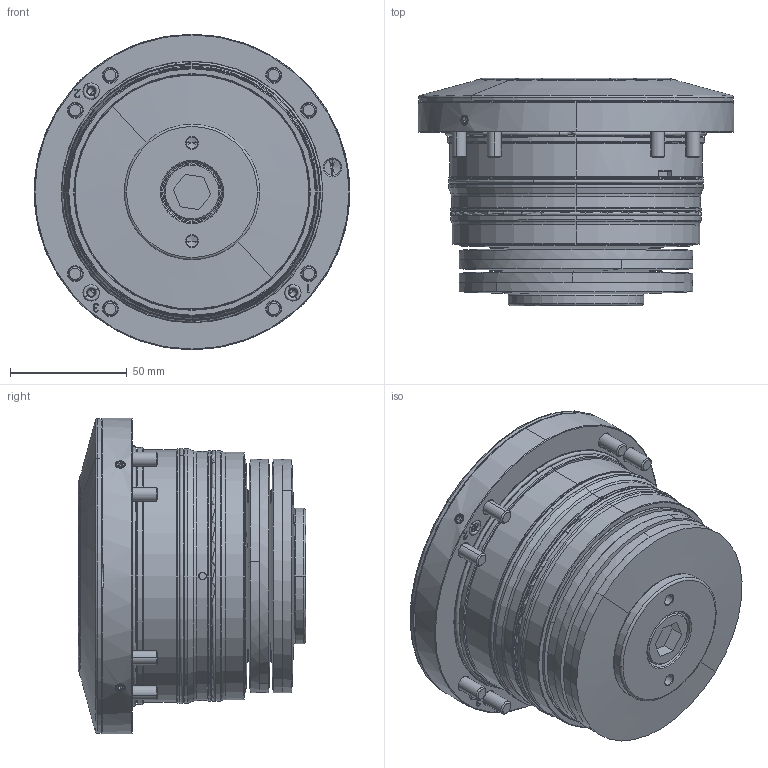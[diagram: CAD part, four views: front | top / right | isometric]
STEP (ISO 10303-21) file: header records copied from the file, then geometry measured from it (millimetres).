
FILE_DESCRIPTION (( 'STEP AP214' ), '1' );
FILE_NAME ('801 212 SPEEDY balance 2 OZ m Auflagering DHF 069-012.STEP', '2014-10-14T15:42:11', ( '' ), ( '' ), 'SwSTEP 2.0', 'SolidWorks 2013', '' );
FILE_SCHEMA (( 'AUTOMOTIVE_DESIGN' ));
Length unit declared in the file: millimetre
Products named in the file (1): 801 212 SPEEDY balance 2 OZ m Auflagering DHF 069-012
Bounding box: 135 x 97.3 x 135 mm (x, y, z)
Volume: 829340.8 mm3; surface area: 139691.2 mm2
Topology: 1 solids, 48 shells, 938 faces, 2269 edges, 1429 vertices
Faces by surface type: cylinder 312, plane 213, cone 204, torus 125, sphere 64, bspline 20
Entity records: 34738 total; most frequent: CARTESIAN_POINT 9513, DIRECTION 4920, ORIENTED_EDGE 4362, EDGE_CURVE 2181, AXIS2_PLACEMENT_3D 2082, VERTEX_POINT 1381, CIRCLE 1163, EDGE_LOOP 1030
